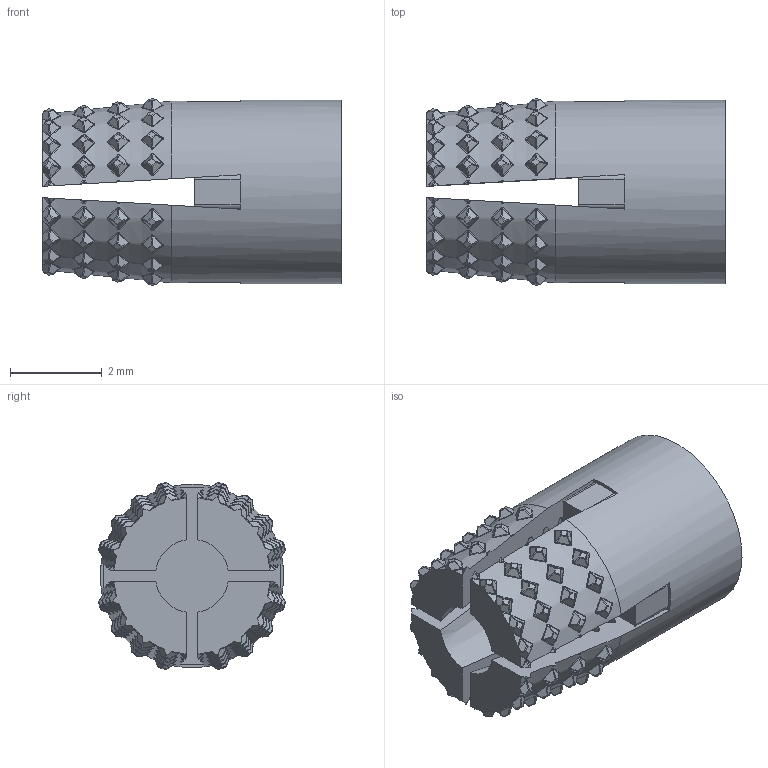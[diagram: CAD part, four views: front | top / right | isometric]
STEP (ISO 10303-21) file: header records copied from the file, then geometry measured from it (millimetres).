
FILE_DESCRIPTION((''),'2;1');
FILE_NAME('59002810_Dodge M3 x 6,5_ungespreizt.stp','2011-02-21T11:24:50',('abewl'),(''),'Autodesk Inventor 2011','Autodesk Inventor 2011','');
FILE_SCHEMA(('CONFIG_CONTROL_DESIGN'));
Length unit declared in the file: millimetre
Products named in the file (3): DODGE M3-6,5 mit Spreizplatte ungespreizt; Spreizplatte für M3-6,5; DODGE M3-6,5 - ungespreizt
Assembly tree (2 placements, depth 2):
  DODGE M3-6,5 mit Spreizplatte ungespreizt
    Spreizplatte für M3-6,5
    DODGE M3-6,5 - ungespreizt
Bounding box: 6.5 x 4.07 x 4.07 mm (x, y, z)
Volume: 44.2 mm3; surface area: 202.5 mm2
Topology: 2 solids, 2 shells, 1860 faces, 4440 edges, 2631 vertices
Faces by surface type: bspline 623, cylinder 573, plane 399, sphere 256, cone 9
Full cylindrical faces by diameter (mm): 4 x1
Entity records: 68315 total; most frequent: CARTESIAN_POINT 29798, ORIENTED_EDGE 8868, DIRECTION 6612, EDGE_CURVE 4434, AXIS2_PLACEMENT_3D 2694, VERTEX_POINT 2627, EDGE_LOOP 1911, FACE_OUTER_BOUND 1860
